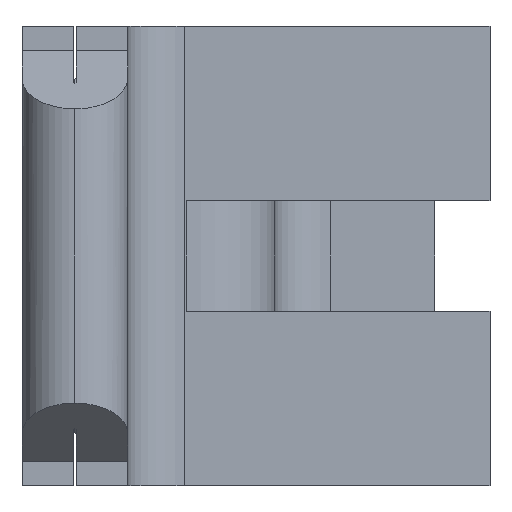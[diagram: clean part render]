
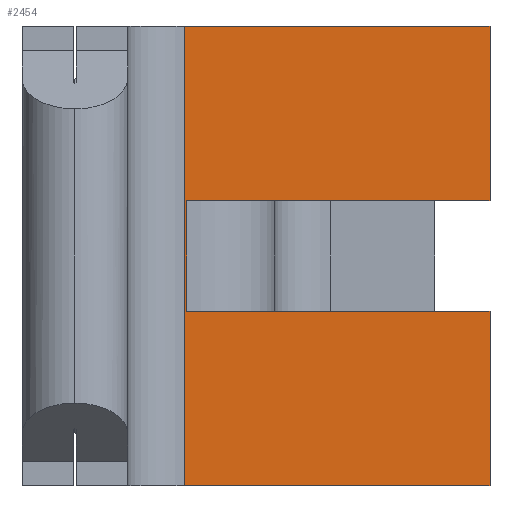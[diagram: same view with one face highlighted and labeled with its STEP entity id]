
A CAD part, left-side view. The second image highlights one B-rep face of the part: STEP entity #2454.
In plain terms, the highlighted planar face has unit normal (-1, 0, 0).
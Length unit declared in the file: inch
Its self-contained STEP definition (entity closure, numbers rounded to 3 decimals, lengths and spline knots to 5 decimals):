
#4 = ORIENTED_EDGE ( 'NONE', *, *, #2690, .T. ) ;
#127 = EDGE_CURVE ( 'NONE', #1823, #1849, #1182, .T. ) ;
#135 = DIRECTION ( 'NONE',  ( 0., 0., 1. ) ) ;
#214 = CARTESIAN_POINT ( 'NONE',  ( 0.93825, -0.06075, 0.125 ) ) ;
#347 = ORIENTED_EDGE ( 'NONE', *, *, #2249, .F. ) ;
#425 = LINE ( 'NONE', #214, #2503 ) ;
#575 = ORIENTED_EDGE ( 'NONE', *, *, #750, .F. ) ;
#650 = ORIENTED_EDGE ( 'NONE', *, *, #2376, .T. ) ;
#685 = LINE ( 'NONE', #2348, #1246 ) ;
#739 = DIRECTION ( 'NONE',  ( 0., 0., -1. ) ) ;
#747 = ORIENTED_EDGE ( 'NONE', *, *, #2459, .T. ) ;
#750 = EDGE_CURVE ( 'NONE', #1152, #751, #1277, .T. ) ;
#751 = VERTEX_POINT ( 'NONE', #2193 ) ;
#765 = ORIENTED_EDGE ( 'NONE', *, *, #127, .F. ) ;
#774 = CARTESIAN_POINT ( 'NONE',  ( 0.93825, -0.22575, 0.125 ) ) ;
#778 = ORIENTED_EDGE ( 'NONE', *, *, #1056, .T. ) ;
#815 = EDGE_LOOP ( 'NONE', ( #650, #747, #347, #765, #778, #4, #575, #2177 ) ) ;
#944 = CARTESIAN_POINT ( 'NONE',  ( 0.93825, -0.05975, -0.125 ) ) ;
#953 = VERTEX_POINT ( 'NONE', #2451 ) ;
#958 = LINE ( 'NONE', #1477, #1441 ) ;
#1003 = AXIS2_PLACEMENT_3D ( 'NONE', #2561, #2364, #2356 ) ;
#1056 = EDGE_CURVE ( 'NONE', #1823, #2199, #2681, .T. ) ;
#1152 = VERTEX_POINT ( 'NONE', #2065 ) ;
#1182 = LINE ( 'NONE', #1578, #1456 ) ;
#1246 = VECTOR ( 'NONE', #2403, 39.37008 ) ;
#1277 = LINE ( 'NONE', #2384, #1699 ) ;
#1423 = VECTOR ( 'NONE', #2239, 39.37008 ) ;
#1441 = VECTOR ( 'NONE', #2115, 39.37008 ) ;
#1456 = VECTOR ( 'NONE', #1516, 39.37008 ) ;
#1477 = CARTESIAN_POINT ( 'NONE',  ( 0.93825, -0.05975, -0.125 ) ) ;
#1516 = DIRECTION ( 'NONE',  ( 0., -1., 0. ) ) ;
#1543 = VECTOR ( 'NONE', #2265, 39.37008 ) ;
#1562 = EDGE_CURVE ( 'NONE', #1566, #1152, #1975, .T. ) ;
#1566 = VERTEX_POINT ( 'NONE', #2212 ) ;
#1578 = CARTESIAN_POINT ( 'NONE',  ( 0.93825, -0.05975, 0.125 ) ) ;
#1688 = VECTOR ( 'NONE', #739, 39.37008 ) ;
#1699 = VECTOR ( 'NONE', #2296, 39.37008 ) ;
#1726 = FACE_OUTER_BOUND ( 'NONE', #815, .T. ) ;
#1772 = VERTEX_POINT ( 'NONE', #1779 ) ;
#1779 = CARTESIAN_POINT ( 'NONE',  ( 0.93825, -0.06075, 0.03 ) ) ;
#1823 = VERTEX_POINT ( 'NONE', #2304 ) ;
#1849 = VERTEX_POINT ( 'NONE', #2123 ) ;
#1974 = CARTESIAN_POINT ( 'NONE',  ( 0.93825, -0.10875, -0.03 ) ) ;
#1975 = LINE ( 'NONE', #1974, #1423 ) ;
#2065 = CARTESIAN_POINT ( 'NONE',  ( 0.93825, -0.22575, -0.03 ) ) ;
#2115 = DIRECTION ( 'NONE',  ( 0., -1., 0. ) ) ;
#2123 = CARTESIAN_POINT ( 'NONE',  ( 0.93825, -0.22575, 0.125 ) ) ;
#2177 = ORIENTED_EDGE ( 'NONE', *, *, #1562, .F. ) ;
#2193 = CARTESIAN_POINT ( 'NONE',  ( 0.93825, -0.22575, -0.125 ) ) ;
#2199 = VERTEX_POINT ( 'NONE', #944 ) ;
#2212 = CARTESIAN_POINT ( 'NONE',  ( 0.93825, -0.06075, -0.03 ) ) ;
#2223 = LINE ( 'NONE', #774, #1688 ) ;
#2239 = DIRECTION ( 'NONE',  ( 0., -1., 0. ) ) ;
#2242 = CARTESIAN_POINT ( 'NONE',  ( 0.93825, -0.05975, 0.125 ) ) ;
#2249 = EDGE_CURVE ( 'NONE', #1849, #953, #2223, .T. ) ;
#2265 = DIRECTION ( 'NONE',  ( 0., 0., -1. ) ) ;
#2296 = DIRECTION ( 'NONE',  ( 0., 0., -1. ) ) ;
#2304 = CARTESIAN_POINT ( 'NONE',  ( 0.93825, -0.05975, 0.125 ) ) ;
#2348 = CARTESIAN_POINT ( 'NONE',  ( 0.93825, -0.10875, 0.03 ) ) ;
#2356 = DIRECTION ( 'NONE',  ( 0., 1., 0. ) ) ;
#2364 = DIRECTION ( 'NONE',  ( 1., 0., 0. ) ) ;
#2371 = PLANE ( 'NONE',  #1003 ) ;
#2376 = EDGE_CURVE ( 'NONE', #1566, #1772, #425, .T. ) ;
#2384 = CARTESIAN_POINT ( 'NONE',  ( 0.93825, -0.22575, 0.125 ) ) ;
#2403 = DIRECTION ( 'NONE',  ( 0., -1., 0. ) ) ;
#2451 = CARTESIAN_POINT ( 'NONE',  ( 0.93825, -0.22575, 0.03 ) ) ;
#2454 = ADVANCED_FACE ( 'NONE', ( #1726 ), #2371, .F. ) ;
#2459 = EDGE_CURVE ( 'NONE', #1772, #953, #685, .T. ) ;
#2503 = VECTOR ( 'NONE', #135, 39.37008 ) ;
#2561 = CARTESIAN_POINT ( 'NONE',  ( 0.93825, -0.05975, 0.125 ) ) ;
#2681 = LINE ( 'NONE', #2242, #1543 ) ;
#2690 = EDGE_CURVE ( 'NONE', #2199, #751, #958, .T. ) ;
